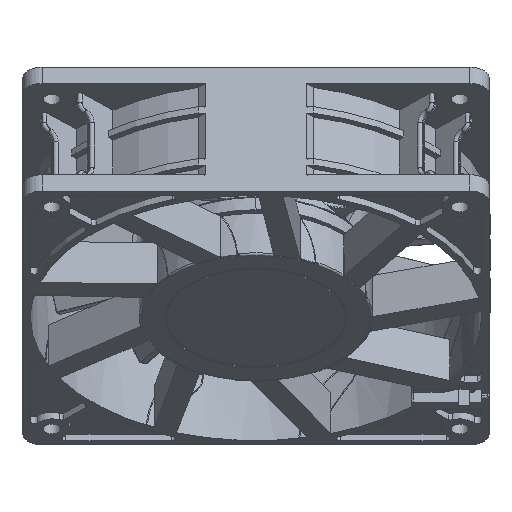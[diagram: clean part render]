
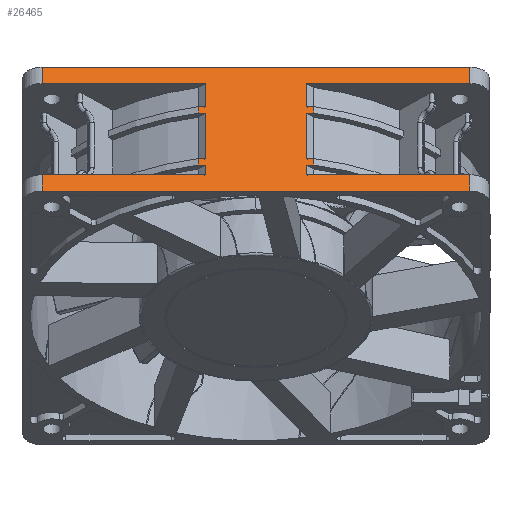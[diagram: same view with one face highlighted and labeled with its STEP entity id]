
A CAD part, top view. The second image highlights one B-rep face of the part: STEP entity #26465.
In plain terms, the highlighted face is planar.
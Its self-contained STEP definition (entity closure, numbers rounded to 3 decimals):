
#104=DIRECTION('',(-1.,0.,0.));
#105=VECTOR('',#104,110.);
#106=CARTESIAN_POINT('',(55.,-60.,0.));
#107=LINE('',#106,#105);
#786=DIRECTION('',(0.,0.,1.));
#787=VECTOR('',#786,5.);
#788=CARTESIAN_POINT('',(55.,-60.,-5.));
#789=LINE('',#788,#787);
#2095=DIRECTION('',(0.,0.,-1.));
#2096=VECTOR('',#2095,5.);
#2097=CARTESIAN_POINT('',(-55.,-60.,0.));
#2098=LINE('',#2097,#2096);
#2103=DIRECTION('',(-1.,0.,0.));
#2104=VECTOR('',#2103,1.807);
#2105=CARTESIAN_POINT('',(14.807,-60.,-14.1));
#2106=LINE('',#2105,#2104);
#2107=DIRECTION('',(0.,0.,-1.));
#2108=VECTOR('',#2107,13.9);
#2109=CARTESIAN_POINT('',(13.,-60.,-14.1));
#2110=LINE('',#2109,#2108);
#2111=DIRECTION('',(1.,0.,0.));
#2112=VECTOR('',#2111,1.807);
#2113=CARTESIAN_POINT('',(13.,-60.,-28.));
#2114=LINE('',#2113,#2112);
#2115=DIRECTION('',(-1.,0.,0.));
#2116=VECTOR('',#2115,1.807);
#2117=CARTESIAN_POINT('',(14.807,-60.,-30.));
#2118=LINE('',#2117,#2116);
#2119=DIRECTION('',(0.,0.,-1.));
#2120=VECTOR('',#2119,3.);
#2121=CARTESIAN_POINT('',(13.,-60.,-30.));
#2122=LINE('',#2121,#2120);
#2123=DIRECTION('',(1.,0.,0.));
#2124=VECTOR('',#2123,42.);
#2125=CARTESIAN_POINT('',(13.,-60.,-33.));
#2126=LINE('',#2125,#2124);
#2127=DIRECTION('',(1.,0.,0.));
#2128=VECTOR('',#2127,42.);
#2129=CARTESIAN_POINT('',(-55.,-60.,-33.));
#2130=LINE('',#2129,#2128);
#2131=DIRECTION('',(0.,0.,1.));
#2132=VECTOR('',#2131,3.);
#2133=CARTESIAN_POINT('',(-13.,-60.,-33.));
#2134=LINE('',#2133,#2132);
#2135=DIRECTION('',(-1.,0.,0.));
#2136=VECTOR('',#2135,1.807);
#2137=CARTESIAN_POINT('',(-13.,-60.,-30.));
#2138=LINE('',#2137,#2136);
#2139=DIRECTION('',(1.,0.,0.));
#2140=VECTOR('',#2139,1.807);
#2141=CARTESIAN_POINT('',(-14.807,-60.,-28.));
#2142=LINE('',#2141,#2140);
#2143=DIRECTION('',(0.,0.,1.));
#2144=VECTOR('',#2143,13.9);
#2145=CARTESIAN_POINT('',(-13.,-60.,-28.));
#2146=LINE('',#2145,#2144);
#2147=DIRECTION('',(-1.,0.,0.));
#2148=VECTOR('',#2147,1.807);
#2149=CARTESIAN_POINT('',(-13.,-60.,-14.1));
#2150=LINE('',#2149,#2148);
#2151=DIRECTION('',(1.,0.,0.));
#2152=VECTOR('',#2151,1.807);
#2153=CARTESIAN_POINT('',(-14.807,-60.,-12.1));
#2154=LINE('',#2153,#2152);
#2155=DIRECTION('',(0.,0.,1.));
#2156=VECTOR('',#2155,7.1);
#2157=CARTESIAN_POINT('',(-13.,-60.,-12.1));
#2158=LINE('',#2157,#2156);
#2159=DIRECTION('',(-1.,0.,0.));
#2160=VECTOR('',#2159,42.);
#2161=CARTESIAN_POINT('',(-13.,-60.,-5.));
#2162=LINE('',#2161,#2160);
#2163=DIRECTION('',(-1.,0.,0.));
#2164=VECTOR('',#2163,42.);
#2165=CARTESIAN_POINT('',(55.,-60.,-5.));
#2166=LINE('',#2165,#2164);
#2167=DIRECTION('',(0.,0.,-1.));
#2168=VECTOR('',#2167,7.1);
#2169=CARTESIAN_POINT('',(13.,-60.,-5.));
#2170=LINE('',#2169,#2168);
#2171=DIRECTION('',(1.,0.,0.));
#2172=VECTOR('',#2171,1.807);
#2173=CARTESIAN_POINT('',(13.,-60.,-12.1));
#2174=LINE('',#2173,#2172);
#2478=DIRECTION('',(0.,0.,1.));
#2479=VECTOR('',#2478,2.);
#2480=CARTESIAN_POINT('',(14.807,-60.,-30.));
#2481=LINE('',#2480,#2479);
#2755=DIRECTION('',(0.,0.,1.));
#2756=VECTOR('',#2755,2.);
#2757=CARTESIAN_POINT('',(14.807,-60.,-14.1));
#2758=LINE('',#2757,#2756);
#3291=DIRECTION('',(0.,0.,1.));
#3292=VECTOR('',#3291,5.);
#3293=CARTESIAN_POINT('',(55.,-60.,-38.));
#3294=LINE('',#3293,#3292);
#3535=DIRECTION('',(1.,0.,0.));
#3536=VECTOR('',#3535,110.);
#3537=CARTESIAN_POINT('',(-55.,-60.,-38.));
#3538=LINE('',#3537,#3536);
#16427=DIRECTION('',(0.,0.,-1.));
#16428=VECTOR('',#16427,5.);
#16429=CARTESIAN_POINT('',(-55.,-60.,-33.));
#16430=LINE('',#16429,#16428);
#17181=DIRECTION('',(0.,0.,-1.));
#17182=VECTOR('',#17181,2.);
#17183=CARTESIAN_POINT('',(-14.807,-60.,-12.1));
#17184=LINE('',#17183,#17182);
#17233=DIRECTION('',(0.,0.,-1.));
#17234=VECTOR('',#17233,2.);
#17235=CARTESIAN_POINT('',(-14.807,-60.,-28.));
#17236=LINE('',#17235,#17234);
#20552=CARTESIAN_POINT('',(-55.,-60.,-38.));
#20553=VERTEX_POINT('',#20552);
#20554=CARTESIAN_POINT('',(55.,-60.,-38.));
#20555=VERTEX_POINT('',#20554);
#20952=CARTESIAN_POINT('',(55.,-60.,0.));
#20954=VERTEX_POINT('',#20952);
#20955=CARTESIAN_POINT('',(-55.,-60.,0.));
#20956=VERTEX_POINT('',#20955);
#21213=CARTESIAN_POINT('',(55.,-60.,-5.));
#21214=VERTEX_POINT('',#21213);
#23040=CARTESIAN_POINT('',(55.,-60.,-33.));
#23041=VERTEX_POINT('',#23040);
#23042=CARTESIAN_POINT('',(14.807,-60.,-14.1));
#23043=CARTESIAN_POINT('',(13.,-60.,-14.1));
#23044=VERTEX_POINT('',#23042);
#23045=VERTEX_POINT('',#23043);
#23046=CARTESIAN_POINT('',(13.,-60.,-28.));
#23047=VERTEX_POINT('',#23046);
#23048=CARTESIAN_POINT('',(14.807,-60.,-28.));
#23049=VERTEX_POINT('',#23048);
#23050=CARTESIAN_POINT('',(14.807,-60.,-30.));
#23051=VERTEX_POINT('',#23050);
#23052=CARTESIAN_POINT('',(13.,-60.,-30.));
#23053=VERTEX_POINT('',#23052);
#23054=CARTESIAN_POINT('',(13.,-60.,-33.));
#23055=VERTEX_POINT('',#23054);
#23056=CARTESIAN_POINT('',(-55.,-60.,-33.));
#23057=VERTEX_POINT('',#23056);
#23058=CARTESIAN_POINT('',(-13.,-60.,-33.));
#23059=VERTEX_POINT('',#23058);
#23060=CARTESIAN_POINT('',(-13.,-60.,-30.));
#23061=VERTEX_POINT('',#23060);
#23062=CARTESIAN_POINT('',(-14.807,-60.,-30.));
#23063=VERTEX_POINT('',#23062);
#23064=CARTESIAN_POINT('',(-14.807,-60.,-28.));
#23065=VERTEX_POINT('',#23064);
#23066=CARTESIAN_POINT('',(-13.,-60.,-28.));
#23067=VERTEX_POINT('',#23066);
#23068=CARTESIAN_POINT('',(-13.,-60.,-14.1));
#23069=VERTEX_POINT('',#23068);
#23070=CARTESIAN_POINT('',(-14.807,-60.,-14.1));
#23071=VERTEX_POINT('',#23070);
#23072=CARTESIAN_POINT('',(-14.807,-60.,-12.1));
#23073=VERTEX_POINT('',#23072);
#23074=CARTESIAN_POINT('',(-13.,-60.,-12.1));
#23075=VERTEX_POINT('',#23074);
#23076=CARTESIAN_POINT('',(-13.,-60.,-5.));
#23077=VERTEX_POINT('',#23076);
#23078=CARTESIAN_POINT('',(-55.,-60.,-5.));
#23079=VERTEX_POINT('',#23078);
#23080=CARTESIAN_POINT('',(13.,-60.,-5.));
#23081=VERTEX_POINT('',#23080);
#23082=CARTESIAN_POINT('',(13.,-60.,-12.1));
#23083=VERTEX_POINT('',#23082);
#23084=CARTESIAN_POINT('',(14.807,-60.,-12.1));
#23085=VERTEX_POINT('',#23084);
#26406=CARTESIAN_POINT('',(60.,-60.,0.));
#26407=DIRECTION('',(0.,-1.,0.));
#26408=DIRECTION('',(1.,0.,0.));
#26409=AXIS2_PLACEMENT_3D('',#26406,#26407,#26408);
#26410=PLANE('',#26409);
#26412=ORIENTED_EDGE('',*,*,#26411,.T.);
#26414=ORIENTED_EDGE('',*,*,#26413,.T.);
#26416=ORIENTED_EDGE('',*,*,#26415,.T.);
#26418=ORIENTED_EDGE('',*,*,#26417,.F.);
#26420=ORIENTED_EDGE('',*,*,#26419,.T.);
#26422=ORIENTED_EDGE('',*,*,#26421,.T.);
#26424=ORIENTED_EDGE('',*,*,#26423,.T.);
#26426=ORIENTED_EDGE('',*,*,#26425,.F.);
#26428=ORIENTED_EDGE('',*,*,#26427,.F.);
#26430=ORIENTED_EDGE('',*,*,#26429,.F.);
#26432=ORIENTED_EDGE('',*,*,#26431,.T.);
#26434=ORIENTED_EDGE('',*,*,#26433,.T.);
#26436=ORIENTED_EDGE('',*,*,#26435,.T.);
#26438=ORIENTED_EDGE('',*,*,#26437,.F.);
#26440=ORIENTED_EDGE('',*,*,#26439,.T.);
#26442=ORIENTED_EDGE('',*,*,#26441,.T.);
#26444=ORIENTED_EDGE('',*,*,#26443,.T.);
#26446=ORIENTED_EDGE('',*,*,#26445,.F.);
#26448=ORIENTED_EDGE('',*,*,#26447,.T.);
#26450=ORIENTED_EDGE('',*,*,#26449,.T.);
#26451=ORIENTED_EDGE('',*,*,#26302,.T.);
#26452=ORIENTED_EDGE('',*,*,#26399,.F.);
#26453=ORIENTED_EDGE('',*,*,#24872,.F.);
#26454=ORIENTED_EDGE('',*,*,#25173,.F.);
#26456=ORIENTED_EDGE('',*,*,#26455,.T.);
#26458=ORIENTED_EDGE('',*,*,#26457,.T.);
#26460=ORIENTED_EDGE('',*,*,#26459,.T.);
#26462=ORIENTED_EDGE('',*,*,#26461,.F.);
#26463=EDGE_LOOP('',(#26412,#26414,#26416,#26418,#26420,#26422,#26424,#26426,
#26428,#26430,#26432,#26434,#26436,#26438,#26440,#26442,#26444,#26446,#26448,
#26450,#26451,#26452,#26453,#26454,#26456,#26458,#26460,#26462));
#26464=FACE_OUTER_BOUND('',#26463,.F.);
#26465=ADVANCED_FACE('',(#26464),#26410,.T.);
#24872=EDGE_CURVE('',#20954,#20956,#107,.T.);
#25173=EDGE_CURVE('',#21214,#20954,#789,.T.);
#26302=EDGE_CURVE('',#23077,#23079,#2162,.T.);
#26399=EDGE_CURVE('',#20956,#23079,#2098,.T.);
#26411=EDGE_CURVE('',#23044,#23045,#2106,.T.);
#26413=EDGE_CURVE('',#23045,#23047,#2110,.T.);
#26415=EDGE_CURVE('',#23047,#23049,#2114,.T.);
#26417=EDGE_CURVE('',#23051,#23049,#2481,.T.);
#26419=EDGE_CURVE('',#23051,#23053,#2118,.T.);
#26421=EDGE_CURVE('',#23053,#23055,#2122,.T.);
#26423=EDGE_CURVE('',#23055,#23041,#2126,.T.);
#26425=EDGE_CURVE('',#20555,#23041,#3294,.T.);
#26427=EDGE_CURVE('',#20553,#20555,#3538,.T.);
#26429=EDGE_CURVE('',#23057,#20553,#16430,.T.);
#26431=EDGE_CURVE('',#23057,#23059,#2130,.T.);
#26433=EDGE_CURVE('',#23059,#23061,#2134,.T.);
#26435=EDGE_CURVE('',#23061,#23063,#2138,.T.);
#26437=EDGE_CURVE('',#23065,#23063,#17236,.T.);
#26439=EDGE_CURVE('',#23065,#23067,#2142,.T.);
#26441=EDGE_CURVE('',#23067,#23069,#2146,.T.);
#26443=EDGE_CURVE('',#23069,#23071,#2150,.T.);
#26445=EDGE_CURVE('',#23073,#23071,#17184,.T.);
#26447=EDGE_CURVE('',#23073,#23075,#2154,.T.);
#26449=EDGE_CURVE('',#23075,#23077,#2158,.T.);
#26455=EDGE_CURVE('',#21214,#23081,#2166,.T.);
#26457=EDGE_CURVE('',#23081,#23083,#2170,.T.);
#26459=EDGE_CURVE('',#23083,#23085,#2174,.T.);
#26461=EDGE_CURVE('',#23044,#23085,#2758,.T.);
